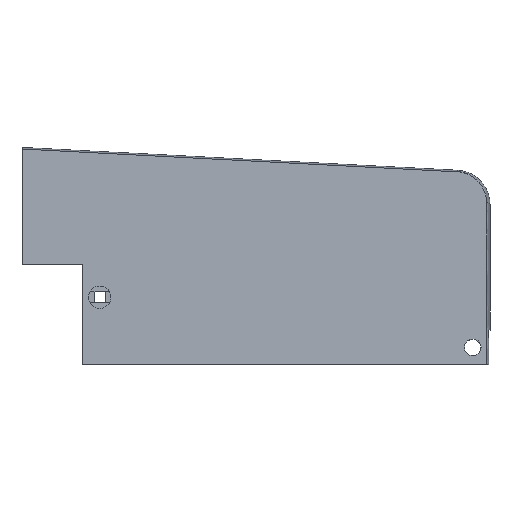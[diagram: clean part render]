
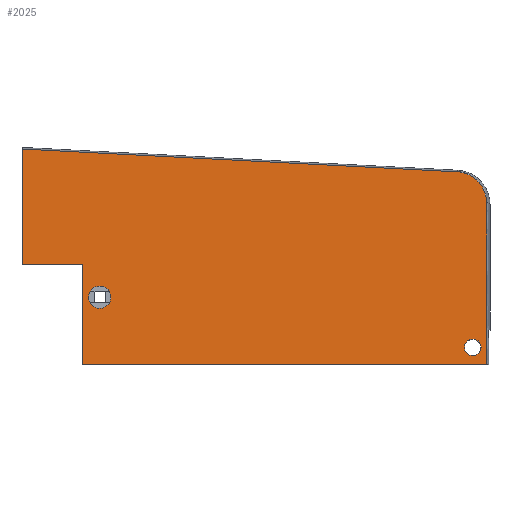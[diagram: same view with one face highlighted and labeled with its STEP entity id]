
A CAD part, front view. The second image highlights one B-rep face of the part: STEP entity #2025.
In plain terms, the highlighted planar face has unit normal (0.002, -0.999, 0.045).
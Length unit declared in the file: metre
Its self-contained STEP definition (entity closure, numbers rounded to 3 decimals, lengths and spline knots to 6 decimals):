
#17=ELLIPSE('',#2130,0.003253,0.00325);
#98=B_SPLINE_CURVE_WITH_KNOTS('',3,(#3286,#3287,#3288,#3289),
 .UNSPECIFIED.,.F.,.F.,(4,4),(0.,1.),.UNSPECIFIED.);
#101=B_SPLINE_CURVE_WITH_KNOTS('',3,(#3348,#3349,#3350,#3351,#3352,#3353,
#3354),.UNSPECIFIED.,.F.,.F.,(4,1,1,1,4),(0.,0.25,0.5,0.75,1.),
 .UNSPECIFIED.);
#104=B_SPLINE_CURVE_WITH_KNOTS('',3,(#3390,#3391,#3392,#3393),
 .UNSPECIFIED.,.F.,.F.,(4,4),(0.,1.),.UNSPECIFIED.);
#123=CIRCLE('',#2118,0.0024);
#570=ORIENTED_EDGE('',*,*,#926,.T.);
#571=ORIENTED_EDGE('',*,*,#954,.T.);
#572=ORIENTED_EDGE('',*,*,#917,.T.);
#573=ORIENTED_EDGE('',*,*,#914,.T.);
#574=ORIENTED_EDGE('',*,*,#949,.T.);
#575=ORIENTED_EDGE('',*,*,#966,.T.);
#576=ORIENTED_EDGE('',*,*,#972,.T.);
#577=ORIENTED_EDGE('',*,*,#968,.T.);
#578=ORIENTED_EDGE('',*,*,#920,.T.);
#914=EDGE_CURVE('',#1152,#1155,#98,.T.);
#917=EDGE_CURVE('',#1156,#1152,#101,.T.);
#920=EDGE_CURVE('',#1160,#1156,#104,.T.);
#926=EDGE_CURVE('',#1163,#1163,#123,.T.);
#949=EDGE_CURVE('',#1155,#1180,#1376,.F.);
#954=EDGE_CURVE('',#1181,#1181,#17,.T.);
#966=EDGE_CURVE('',#1180,#1189,#1389,.F.);
#968=EDGE_CURVE('',#1191,#1160,#1391,.F.);
#972=EDGE_CURVE('',#1189,#1191,#1395,.F.);
#1152=VERTEX_POINT('',#3251);
#1155=VERTEX_POINT('',#3285);
#1156=VERTEX_POINT('',#3327);
#1160=VERTEX_POINT('',#3394);
#1163=VERTEX_POINT('',#3411);
#1180=VERTEX_POINT('',#3456);
#1181=VERTEX_POINT('',#3464);
#1189=VERTEX_POINT('',#3488);
#1191=VERTEX_POINT('',#3494);
#1376=LINE('',#3457,#1590);
#1389=LINE('',#3489,#1603);
#1391=LINE('',#3493,#1605);
#1395=LINE('',#3501,#1609);
#1590=VECTOR('',#2436,1.);
#1603=VECTOR('',#2469,1.);
#1605=VECTOR('',#2473,1.);
#1609=VECTOR('',#2481,1.);
#1726=EDGE_LOOP('',(#570));
#1727=EDGE_LOOP('',(#571));
#1728=EDGE_LOOP('',(#572,#573,#574,#575,#576,#577,#578));
#1843=FACE_BOUND('',#1726,.T.);
#1844=FACE_BOUND('',#1727,.T.);
#1845=FACE_BOUND('',#1728,.T.);
#1930=PLANE('',#2138);
#2025=ADVANCED_FACE('',(#1843,#1844,#1845),#1930,.F.);
#2118=AXIS2_PLACEMENT_3D('',#3410,#2399,#2400);
#2130=AXIS2_PLACEMENT_3D('',#3463,#2446,#2447);
#2138=AXIS2_PLACEMENT_3D('',#3500,#2479,#2480);
#2399=DIRECTION('',(-0.002,0.999,-0.045));
#2400=DIRECTION('',(0.,0.045,0.999));
#2436=DIRECTION('',(0.,0.045,0.999));
#2446=DIRECTION('',(-0.002,0.999,-0.045));
#2447=DIRECTION('',(0.052,0.045,0.998));
#2469=DIRECTION('',(-1.,-0.002,0.));
#2473=DIRECTION('',(-1.,-0.002,0.));
#2479=DIRECTION('',(-0.002,0.999,-0.045));
#2480=DIRECTION('',(-1.,-0.002,0.));
#2481=DIRECTION('',(0.,0.045,0.999));
#3251=CARTESIAN_POINT('',(-0.009501,-0.026521,0.045845));
#3285=CARTESIAN_POINT('',(-0.135618,-0.026521,0.052454));
#3286=CARTESIAN_POINT('',(-0.009501,-0.026521,0.045845));
#3287=CARTESIAN_POINT('',(-0.05154,-0.026521,0.048048));
#3288=CARTESIAN_POINT('',(-0.093579,-0.026521,0.050251));
#3289=CARTESIAN_POINT('',(-0.135618,-0.026521,0.052454));
#3327=CARTESIAN_POINT('',(-0.000972,-0.026903,0.036857));
#3348=CARTESIAN_POINT('',(-0.000972,-0.026903,0.036857));
#3349=CARTESIAN_POINT('',(-0.000972,-0.026852,0.038009));
#3350=CARTESIAN_POINT('',(-0.00141,-0.026752,0.040267));
#3351=CARTESIAN_POINT('',(-0.003283,-0.026624,0.043204));
#3352=CARTESIAN_POINT('',(-0.006119,-0.02654,0.045229));
#3353=CARTESIAN_POINT('',(-0.008349,-0.026521,0.045784));
#3354=CARTESIAN_POINT('',(-0.009501,-0.026521,0.045845));
#3390=CARTESIAN_POINT('',(-0.000972,-0.029002,-0.01));
#3391=CARTESIAN_POINT('',(-0.000972,-0.028303,0.005619));
#3392=CARTESIAN_POINT('',(-0.000972,-0.027603,0.021238));
#3393=CARTESIAN_POINT('',(-0.000972,-0.026903,0.036857));
#3394=CARTESIAN_POINT('',(-0.000972,-0.029002,-0.01));
#3410=CARTESIAN_POINT('',(-0.005,-0.028788,-0.005004));
#3411=CARTESIAN_POINT('',(-0.005,-0.028681,-0.002607));
#3456=CARTESIAN_POINT('',(-0.135618,-0.028019,0.019));
#3457=CARTESIAN_POINT('',(-0.135618,-0.027559,0.02928));
#3463=CARTESIAN_POINT('',(-0.113118,-0.028392,0.0095));
#3464=CARTESIAN_POINT('',(-0.112948,-0.028246,0.012746));
#3488=CARTESIAN_POINT('',(-0.118118,-0.027978,0.019));
#3489=CARTESIAN_POINT('',(-0.103069,-0.027943,0.019));
#3493=CARTESIAN_POINT('',(-0.039369,-0.029092,-0.01));
#3494=CARTESIAN_POINT('',(-0.118118,-0.029277,-0.01));
#3500=CARTESIAN_POINT('',(-0.039373,-0.027333,0.02927));
#3501=CARTESIAN_POINT('',(-0.118118,-0.027667,0.02594));
